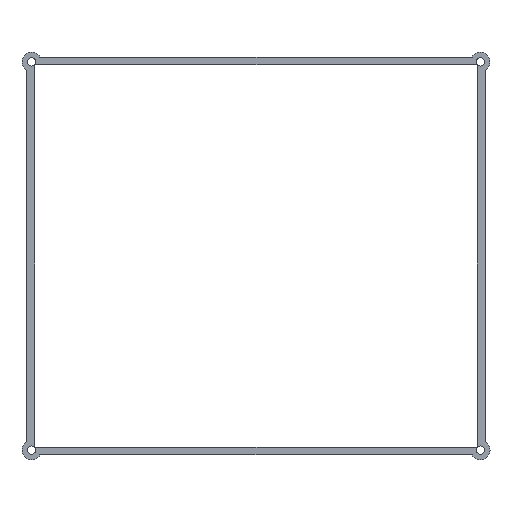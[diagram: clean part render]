
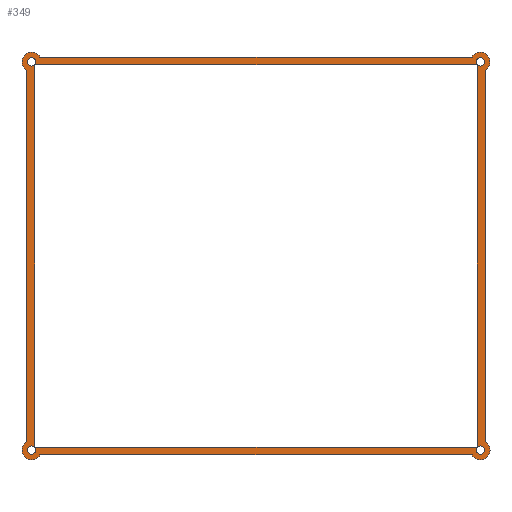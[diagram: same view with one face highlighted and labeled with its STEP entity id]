
A CAD part, top view. The second image highlights one B-rep face of the part: STEP entity #349.
In plain terms, the highlighted planar face has unit normal (0, 0, 1).
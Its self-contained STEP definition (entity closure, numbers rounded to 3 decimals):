
#19=FACE_BOUND('',#80,.T.);
#22=CIRCLE('',#369,1.5);
#24=CIRCLE('',#373,1.5);
#26=CIRCLE('',#377,1.5);
#28=CIRCLE('',#381,1.5);
#30=CIRCLE('',#385,3.5);
#32=CIRCLE('',#389,3.5);
#34=CIRCLE('',#393,3.5);
#36=CIRCLE('',#397,3.5);
#61=FACE_OUTER_BOUND('',#79,.T.);
#79=EDGE_LOOP('',(#291,#292,#293,#294,#295,#296,#297,#298));
#80=EDGE_LOOP('',(#299,#300,#301,#302,#303,#304,#305,#306));
#85=LINE('',#516,#117);
#89=LINE('',#528,#121);
#93=LINE('',#540,#125);
#97=LINE('',#552,#129);
#101=LINE('',#564,#133);
#105=LINE('',#576,#137);
#109=LINE('',#588,#141);
#113=LINE('',#600,#145);
#117=VECTOR('',#409,10.);
#121=VECTOR('',#421,10.);
#125=VECTOR('',#433,10.);
#129=VECTOR('',#445,10.);
#133=VECTOR('',#457,10.);
#137=VECTOR('',#469,10.);
#141=VECTOR('',#481,10.);
#145=VECTOR('',#493,10.);
#149=VERTEX_POINT('',#513);
#150=VERTEX_POINT('',#515);
#152=VERTEX_POINT('',#521);
#154=VERTEX_POINT('',#527);
#156=VERTEX_POINT('',#533);
#158=VERTEX_POINT('',#539);
#160=VERTEX_POINT('',#545);
#162=VERTEX_POINT('',#551);
#165=VERTEX_POINT('',#561);
#166=VERTEX_POINT('',#563);
#168=VERTEX_POINT('',#569);
#170=VERTEX_POINT('',#575);
#172=VERTEX_POINT('',#581);
#174=VERTEX_POINT('',#587);
#176=VERTEX_POINT('',#593);
#178=VERTEX_POINT('',#599);
#181=EDGE_CURVE('',#150,#149,#85,.T.);
#184=EDGE_CURVE('',#152,#150,#22,.T.);
#187=EDGE_CURVE('',#154,#152,#89,.T.);
#190=EDGE_CURVE('',#156,#154,#24,.T.);
#193=EDGE_CURVE('',#158,#156,#93,.T.);
#196=EDGE_CURVE('',#160,#158,#26,.T.);
#199=EDGE_CURVE('',#162,#160,#97,.T.);
#202=EDGE_CURVE('',#149,#162,#28,.T.);
#205=EDGE_CURVE('',#166,#165,#101,.T.);
#208=EDGE_CURVE('',#168,#166,#30,.T.);
#211=EDGE_CURVE('',#170,#168,#105,.T.);
#214=EDGE_CURVE('',#172,#170,#32,.T.);
#217=EDGE_CURVE('',#174,#172,#109,.T.);
#220=EDGE_CURVE('',#176,#174,#34,.T.);
#223=EDGE_CURVE('',#178,#176,#113,.T.);
#226=EDGE_CURVE('',#165,#178,#36,.T.);
#291=ORIENTED_EDGE('',*,*,#226,.T.);
#292=ORIENTED_EDGE('',*,*,#223,.T.);
#293=ORIENTED_EDGE('',*,*,#220,.T.);
#294=ORIENTED_EDGE('',*,*,#217,.T.);
#295=ORIENTED_EDGE('',*,*,#214,.T.);
#296=ORIENTED_EDGE('',*,*,#211,.T.);
#297=ORIENTED_EDGE('',*,*,#208,.T.);
#298=ORIENTED_EDGE('',*,*,#205,.T.);
#299=ORIENTED_EDGE('',*,*,#202,.T.);
#300=ORIENTED_EDGE('',*,*,#199,.T.);
#301=ORIENTED_EDGE('',*,*,#196,.T.);
#302=ORIENTED_EDGE('',*,*,#193,.T.);
#303=ORIENTED_EDGE('',*,*,#190,.T.);
#304=ORIENTED_EDGE('',*,*,#187,.T.);
#305=ORIENTED_EDGE('',*,*,#184,.T.);
#306=ORIENTED_EDGE('',*,*,#181,.T.);
#331=PLANE('',#398);
#349=ADVANCED_FACE('',(#61,#19),#331,.T.);
#369=AXIS2_PLACEMENT_3D('',#522,#415,#416);
#373=AXIS2_PLACEMENT_3D('',#534,#427,#428);
#377=AXIS2_PLACEMENT_3D('',#546,#439,#440);
#381=AXIS2_PLACEMENT_3D('',#556,#451,#452);
#385=AXIS2_PLACEMENT_3D('',#570,#463,#464);
#389=AXIS2_PLACEMENT_3D('',#582,#475,#476);
#393=AXIS2_PLACEMENT_3D('',#594,#487,#488);
#397=AXIS2_PLACEMENT_3D('',#604,#499,#500);
#398=AXIS2_PLACEMENT_3D('',#605,#501,#502);
#409=DIRECTION('',(-1.,0.,0.));
#415=DIRECTION('center_axis',(0.,0.,-1.));
#416=DIRECTION('ref_axis',(1.,0.,0.));
#421=DIRECTION('',(0.,-1.,0.));
#427=DIRECTION('center_axis',(0.,0.,-1.));
#428=DIRECTION('ref_axis',(1.,0.,0.));
#433=DIRECTION('',(1.,0.,0.));
#439=DIRECTION('center_axis',(0.,0.,-1.));
#440=DIRECTION('ref_axis',(1.,0.,0.));
#445=DIRECTION('',(0.,1.,0.));
#451=DIRECTION('center_axis',(0.,0.,-1.));
#452=DIRECTION('ref_axis',(1.,0.,0.));
#457=DIRECTION('',(1.,0.,0.));
#463=DIRECTION('center_axis',(0.,0.,1.));
#464=DIRECTION('ref_axis',(-0.502,0.865,0.));
#469=DIRECTION('',(0.,-1.,0.));
#475=DIRECTION('center_axis',(0.,0.,1.));
#476=DIRECTION('ref_axis',(0.865,0.502,0.));
#481=DIRECTION('',(-1.,0.,0.));
#487=DIRECTION('center_axis',(0.,0.,1.));
#488=DIRECTION('ref_axis',(0.502,-0.865,0.));
#493=DIRECTION('',(0.,1.,0.));
#499=DIRECTION('center_axis',(0.,0.,1.));
#500=DIRECTION('ref_axis',(-0.865,-0.502,0.));
#501=DIRECTION('center_axis',(0.,0.,1.));
#502=DIRECTION('ref_axis',(1.,0.,0.));
#513=CARTESIAN_POINT('',(-80.364,-69.4,1.4));
#515=CARTESIAN_POINT('',(80.364,-69.4,1.4));
#516=CARTESIAN_POINT('',(80.4,-69.4,1.4));
#521=CARTESIAN_POINT('',(80.4,-69.364,1.4));
#522=CARTESIAN_POINT('Origin',(81.443,-70.443,1.4));
#527=CARTESIAN_POINT('',(80.4,69.364,1.4));
#528=CARTESIAN_POINT('',(80.4,69.4,1.4));
#533=CARTESIAN_POINT('',(80.364,69.4,1.4));
#534=CARTESIAN_POINT('Origin',(81.443,70.443,1.4));
#539=CARTESIAN_POINT('',(-80.364,69.4,1.4));
#540=CARTESIAN_POINT('',(-80.4,69.4,1.4));
#545=CARTESIAN_POINT('',(-80.4,69.364,1.4));
#546=CARTESIAN_POINT('Origin',(-81.443,70.443,1.4));
#551=CARTESIAN_POINT('',(-80.4,-69.364,1.4));
#552=CARTESIAN_POINT('',(-80.4,-69.4,1.4));
#556=CARTESIAN_POINT('Origin',(-81.443,-70.443,1.4));
#561=CARTESIAN_POINT('',(78.416,-72.2,1.4));
#563=CARTESIAN_POINT('',(-78.416,-72.2,1.4));
#564=CARTESIAN_POINT('',(-78.416,-72.2,1.4));
#569=CARTESIAN_POINT('',(-83.2,-67.416,1.4));
#570=CARTESIAN_POINT('Origin',(-81.443,-70.443,1.4));
#575=CARTESIAN_POINT('',(-83.2,67.416,1.4));
#576=CARTESIAN_POINT('',(-83.2,67.416,1.4));
#581=CARTESIAN_POINT('',(-78.416,72.2,1.4));
#582=CARTESIAN_POINT('Origin',(-81.443,70.443,1.4));
#587=CARTESIAN_POINT('',(78.416,72.2,1.4));
#588=CARTESIAN_POINT('',(78.416,72.2,1.4));
#593=CARTESIAN_POINT('',(83.2,67.416,1.4));
#594=CARTESIAN_POINT('Origin',(81.443,70.443,1.4));
#599=CARTESIAN_POINT('',(83.2,-67.416,1.4));
#600=CARTESIAN_POINT('',(83.2,-67.416,1.4));
#604=CARTESIAN_POINT('Origin',(81.443,-70.443,1.4));
#605=CARTESIAN_POINT('Origin',(0.,0.,
1.4));
